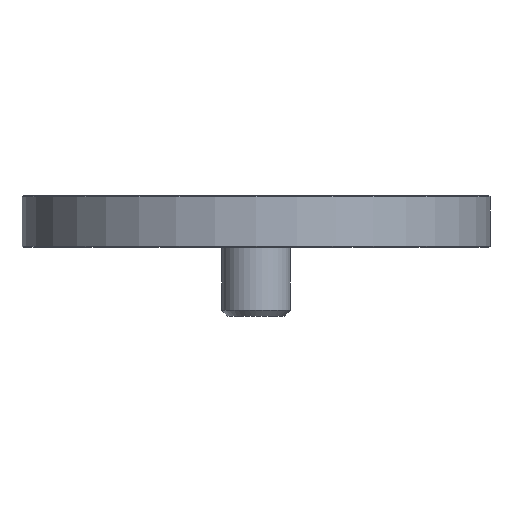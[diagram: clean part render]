
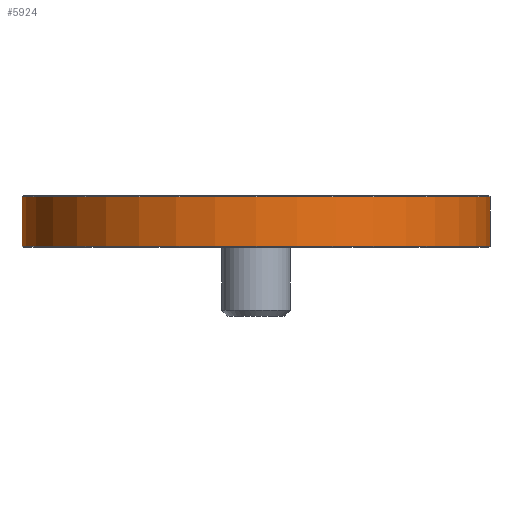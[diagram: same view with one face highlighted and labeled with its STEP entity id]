
A CAD part, front view. The second image highlights one B-rep face of the part: STEP entity #5924.
In plain terms, the highlighted cylindrical face has radius 10.2 mm (diameter 20.4 mm), a full revolution.
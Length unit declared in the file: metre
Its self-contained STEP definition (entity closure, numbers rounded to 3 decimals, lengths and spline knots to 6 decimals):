
#822=ORIENTED_EDGE('',*,*,#2722,.T.);
#823=ORIENTED_EDGE('',*,*,#2723,.T.);
#2722=EDGE_CURVE('',#3672,#3672,#4309,.F.);
#2723=EDGE_CURVE('',#3673,#3673,#4310,.T.);
#3672=VERTEX_POINT('',#9426);
#3673=VERTEX_POINT('',#9428);
#4309=CIRCLE('',#6284,0.0102);
#4310=CIRCLE('',#6285,0.0102);
#4884=EDGE_LOOP('',(#822));
#4885=EDGE_LOOP('',(#823));
#5261=FACE_BOUND('',#4884,.T.);
#5262=FACE_BOUND('',#4885,.T.);
#5638=CYLINDRICAL_SURFACE('',#6283,0.0102);
#5924=ADVANCED_FACE('',(#5261,#5262),#5638,.T.);
#6283=AXIS2_PLACEMENT_3D('',#9424,#7206,#7207);
#6284=AXIS2_PLACEMENT_3D('',#9425,#7208,#7209);
#6285=AXIS2_PLACEMENT_3D('',#9427,#7210,#7211);
#7206=DIRECTION('',(0.,0.,1.));
#7207=DIRECTION('',(0.,-1.,0.));
#7208=DIRECTION('',(0.,0.,1.));
#7209=DIRECTION('',(1.,0.,0.));
#7210=DIRECTION('',(0.,0.,1.));
#7211=DIRECTION('',(1.,0.,0.));
#9424=CARTESIAN_POINT('',(0.,0.,-0.002));
#9425=CARTESIAN_POINT('',(0.,0.,0.000203));
#9426=CARTESIAN_POINT('',(0.0102,0.,0.000203));
#9427=CARTESIAN_POINT('',(0.,0.,-0.001949));
#9428=CARTESIAN_POINT('',(0.0102,0.,-0.001949));
